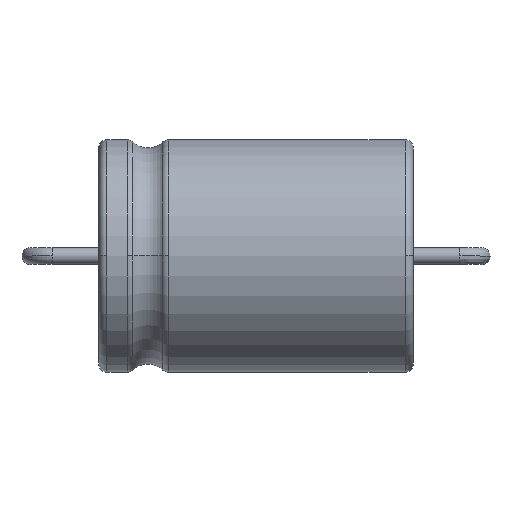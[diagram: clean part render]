
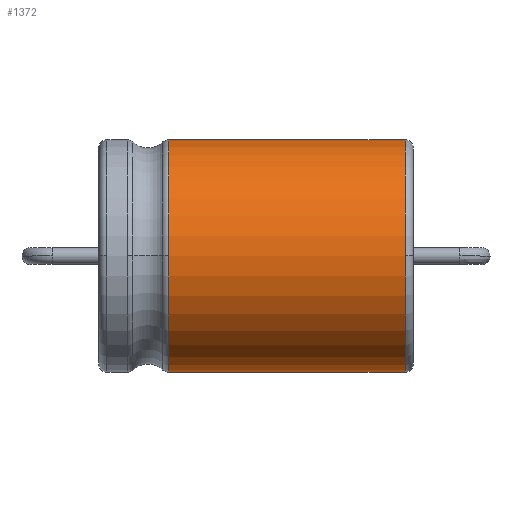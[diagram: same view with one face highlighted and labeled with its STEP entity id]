
A CAD part, top view. The second image highlights one B-rep face of the part: STEP entity #1372.
In plain terms, the highlighted cylindrical face has radius 4.25 mm (diameter 8.5 mm), a partial arc.
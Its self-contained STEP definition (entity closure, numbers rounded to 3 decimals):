
#1050=CARTESIAN_POINT('',(5.45,0.0,8.5));
#1051=VERTEX_POINT('',#1050);
#1061=CARTESIAN_POINT('',(5.45,-4.25,4.25));
#1062=VERTEX_POINT('',#1061);
#1063=CARTESIAN_POINT('',(5.45,0.0,4.25));
#1064=DIRECTION('',(1.0,0.0,0.0));
#1065=DIRECTION('',(0.0,-1.0,0.0));
#1066=AXIS2_PLACEMENT_3D('',#1063,#1064,#1065);
#1067=CIRCLE('',#1066,4.25);
#1068=EDGE_CURVE('',#1051,#1062,#1067,.T.);
#1249=CARTESIAN_POINT('',(5.45,4.25,4.25));
#1250=VERTEX_POINT('',#1249);
#1251=CARTESIAN_POINT('',(-3.195,4.25,4.25));
#1252=VERTEX_POINT('',#1251);
#1253=CARTESIAN_POINT('',(5.45,4.25,4.25));
#1254=DIRECTION('',(-1.0,0.0,0.0));
#1255=VECTOR('',#1254,8.645);
#1256=LINE('',#1253,#1255);
#1257=EDGE_CURVE('',#1250,#1252,#1256,.T.);
#1267=CARTESIAN_POINT('',(-3.195,-4.25,4.25));
#1268=VERTEX_POINT('',#1267);
#1269=CARTESIAN_POINT('',(5.45,-4.25,4.25));
#1270=DIRECTION('',(-1.0,0.0,0.0));
#1271=VECTOR('',#1270,8.645);
#1272=LINE('',#1269,#1271);
#1273=EDGE_CURVE('',#1062,#1268,#1272,.T.);
#1307=CARTESIAN_POINT('',(-3.195,0.,8.5));
#1308=VERTEX_POINT('',#1307);
#1309=CARTESIAN_POINT('',(-3.195,0.,4.25));
#1310=DIRECTION('',(-1.0,0.0,0.0));
#1311=DIRECTION('',(0.0,1.0,0.0));
#1312=AXIS2_PLACEMENT_3D('',#1309,#1310,#1311);
#1313=CIRCLE('',#1312,4.25);
#1314=EDGE_CURVE('',#1268,#1308,#1313,.T.);
#1342=CARTESIAN_POINT('',(-3.195,0.,4.25));
#1343=DIRECTION('',(-1.0,0.0,0.0));
#1344=DIRECTION('',(0.0,1.0,0.0));
#1345=AXIS2_PLACEMENT_3D('',#1342,#1343,#1344);
#1346=CIRCLE('',#1345,4.25);
#1347=EDGE_CURVE('',#1308,#1252,#1346,.T.);
#1353=CARTESIAN_POINT('',(-5.75,0.0,4.25));
#1354=DIRECTION('',(1.0,0.0,0.));
#1355=DIRECTION('',(0.0,1.0,0.0));
#1356=AXIS2_PLACEMENT_3D('',#1353,#1354,#1355);
#1357=CYLINDRICAL_SURFACE('',#1356,4.25);
#1358=ORIENTED_EDGE('',*,*,#1257,.T.);
#1359=ORIENTED_EDGE('',*,*,#1347,.F.);
#1360=ORIENTED_EDGE('',*,*,#1314,.F.);
#1361=ORIENTED_EDGE('',*,*,#1273,.F.);
#1362=ORIENTED_EDGE('',*,*,#1068,.F.);
#1363=CARTESIAN_POINT('',(5.45,0.0,4.25));
#1364=DIRECTION('',(1.0,0.0,0.0));
#1365=DIRECTION('',(0.0,-1.0,0.0));
#1366=AXIS2_PLACEMENT_3D('',#1363,#1364,#1365);
#1367=CIRCLE('',#1366,4.25);
#1368=EDGE_CURVE('',#1250,#1051,#1367,.T.);
#1369=ORIENTED_EDGE('',*,*,#1368,.F.);
#1370=EDGE_LOOP('',(#1358,#1359,#1360,#1361,#1362,#1369));
#1371=FACE_OUTER_BOUND('',#1370,.T.);
#1372=ADVANCED_FACE('',(#1371),#1357,.T.);
